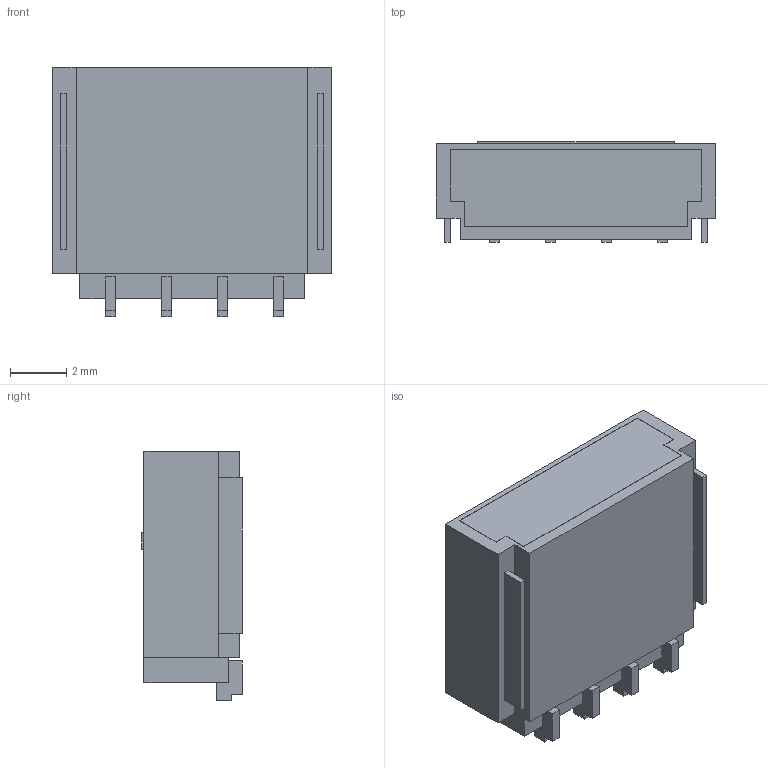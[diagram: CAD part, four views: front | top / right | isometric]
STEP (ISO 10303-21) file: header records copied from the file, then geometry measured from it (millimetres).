
FILE_DESCRIPTION(('CAx-IF Rec.Pracs.---Model Styling and Organization---1.5---2016-08-15','CAx-IF Rec.Pracs.---Geometric and Assembly Validation Properties---4.4---2016-08-17','CAx-IF Rec.Pracs.---User Defined Attributes---1.5---2016-08-15','CAx-IF Rec.Pracs.---External References---2.1---2005-01-19'),'2;1');
FILE_NAME('17385983.step','2024-03-28T07:01:57',('Unspecified'),('Unspecified'),'CAD Exchanger 3.10.2 (cadexchanger.com)','Unspecified','');
FILE_SCHEMA(('AUTOMOTIVE_DESIGN { 1 0 10303 214 1 1 1 1 }'));
Length unit declared in the file: millimetre
Products named in the file (3): SM04B-ULHK-1TA1-ETB; SM04B-ULH()-1()A()(HF)_2; SM04B-ULH()-1()A()(HF)
Assembly tree (2 placements, depth 2):
  SM04B-ULHK-1TA1-ETB
    SM04B-ULH()-1()A()(HF)_2
    SM04B-ULH()-1()A()(HF)
Bounding box: 9.95 x 3.58 x 8.9 mm (x, y, z)
Volume: 264.1 mm3; surface area: 313.6 mm2
Topology: 2 solids, 9 shells, 169 faces, 431 edges, 285 vertices
Faces by surface type: plane 142, bspline 27
Entity records: 6424 total; most frequent: CARTESIAN_POINT 2363, ORIENTED_EDGE 862, DIRECTION 597, EDGE_CURVE 431, LINE 311, VECTOR 311, VERTEX_POINT 285, FACE_BOUND 176
